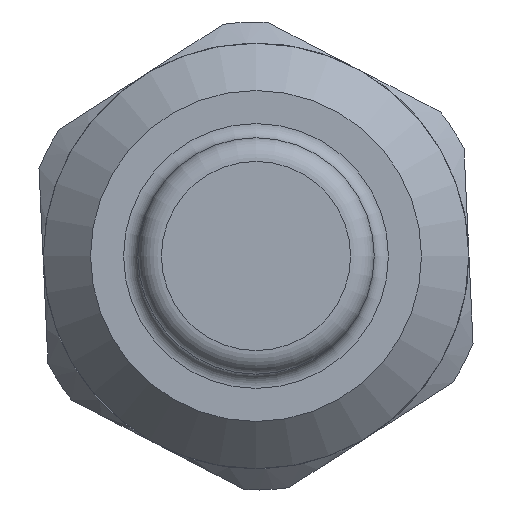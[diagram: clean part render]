
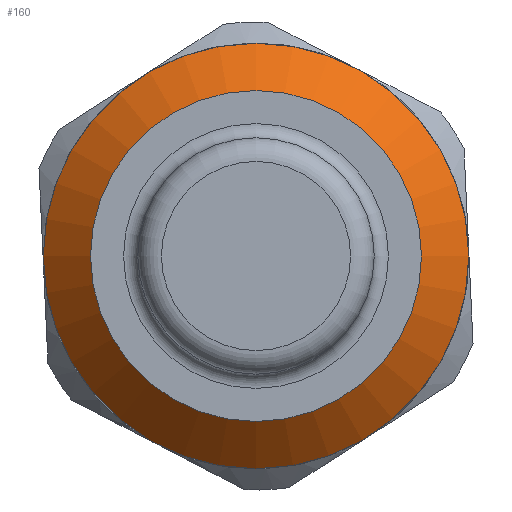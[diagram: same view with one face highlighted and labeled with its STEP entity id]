
A CAD part, left-side view. The second image highlights one B-rep face of the part: STEP entity #160.
In plain terms, the highlighted conical face has half-angle 45 degrees and reference radius 4 mm.
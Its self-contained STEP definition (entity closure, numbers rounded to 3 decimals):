
#129=CARTESIAN_POINT('',(11.,4.5,0.0));
#130=VERTEX_POINT('',#129);
#131=CARTESIAN_POINT('',(11.,0.0,0.0));
#132=DIRECTION('',(1.0,0.0,0.0));
#133=DIRECTION('',(0.0,1.0,0.0));
#134=AXIS2_PLACEMENT_3D('',#131,#132,#133);
#135=CIRCLE('',#134,4.5);
#136=EDGE_CURVE('',#130,#130,#135,.T.);
#141=CARTESIAN_POINT('',(10.5,0.0,0.0));
#142=DIRECTION('',(1.0,0.0,0.0));
#143=DIRECTION('',(0.0,1.0,0.0));
#144=AXIS2_PLACEMENT_3D('',#141,#142,#143);
#145=CONICAL_SURFACE('',#144,4.0,45.);
#146=ORIENTED_EDGE('',*,*,#136,.F.);
#147=EDGE_LOOP('',(#146));
#148=FACE_OUTER_BOUND('',#147,.T.);
#149=CARTESIAN_POINT('',(10.0,3.5,0.0));
#150=VERTEX_POINT('',#149);
#151=CARTESIAN_POINT('',(10.0,0.0,0.0));
#152=DIRECTION('',(1.0,0.0,0.0));
#153=DIRECTION('',(0.0,1.0,0.0));
#154=AXIS2_PLACEMENT_3D('',#151,#152,#153);
#155=CIRCLE('',#154,3.5);
#156=EDGE_CURVE('',#150,#150,#155,.T.);
#157=ORIENTED_EDGE('',*,*,#156,.T.);
#158=EDGE_LOOP('',(#157));
#159=FACE_BOUND('',#158,.T.);
#160=ADVANCED_FACE('',(#148,#159),#145,.T.);
